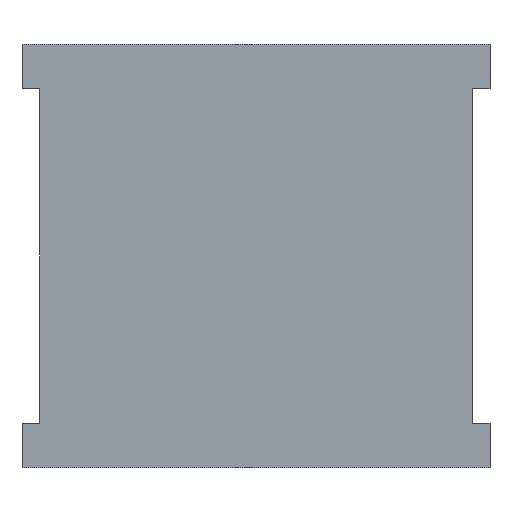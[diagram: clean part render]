
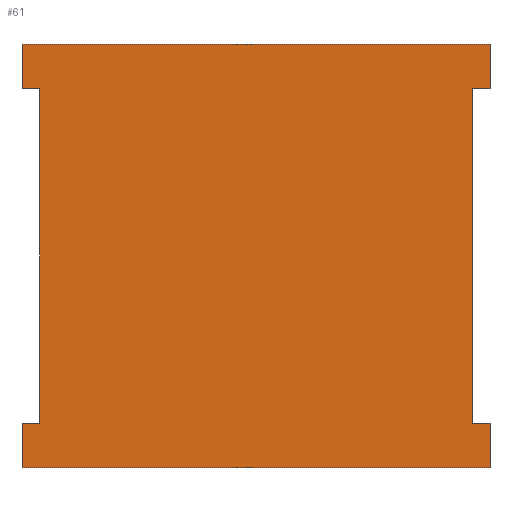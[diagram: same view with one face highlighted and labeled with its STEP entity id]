
A CAD part, front view. The second image highlights one B-rep face of the part: STEP entity #61.
In plain terms, the highlighted planar face has unit normal (0, -1, 0).
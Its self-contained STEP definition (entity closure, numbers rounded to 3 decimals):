
#61=ADVANCED_FACE('NONE',(#122),#123,.T.);
#122=FACE_OUTER_BOUND('',#212,.T.);
#123=PLANE('',#213);
#212=EDGE_LOOP('',(#680,#681,#682,#683,#684,#685,#686,#687,#688,#689,#690,#691));
#213=AXIS2_PLACEMENT_3D('',#692,#693,#694);
#680=ORIENTED_EDGE('',*,*,#937,.T.);
#681=ORIENTED_EDGE('',*,*,#938,.T.);
#682=ORIENTED_EDGE('',*,*,#939,.T.);
#683=ORIENTED_EDGE('',*,*,#940,.F.);
#684=ORIENTED_EDGE('',*,*,#941,.F.);
#685=ORIENTED_EDGE('',*,*,#913,.F.);
#686=ORIENTED_EDGE('',*,*,#936,.F.);
#687=ORIENTED_EDGE('',*,*,#918,.F.);
#688=ORIENTED_EDGE('',*,*,#942,.F.);
#689=ORIENTED_EDGE('',*,*,#943,.T.);
#690=ORIENTED_EDGE('',*,*,#944,.T.);
#691=ORIENTED_EDGE('',*,*,#945,.T.);
#692=CARTESIAN_POINT('',(0.0,-10.5,9.5));
#693=DIRECTION('',(0.0,-1.0,0.0));
#694=DIRECTION('',(0.0,0.0,-1.0));
#913=EDGE_CURVE('NONE',#1056,#1058,#1059,.T.);
#918=EDGE_CURVE('NONE',#1065,#1067,#1068,.T.);
#936=EDGE_CURVE('NONE',#1067,#1056,#1097,.T.);
#937=EDGE_CURVE('NONE',#1098,#1099,#1100,.T.);
#938=EDGE_CURVE('NONE',#1099,#1101,#1102,.T.);
#939=EDGE_CURVE('NONE',#1101,#1103,#1104,.T.);
#940=EDGE_CURVE('NONE',#1105,#1103,#1106,.T.);
#941=EDGE_CURVE('NONE',#1058,#1105,#1107,.T.);
#942=EDGE_CURVE('NONE',#1108,#1065,#1109,.T.);
#943=EDGE_CURVE('NONE',#1108,#1110,#1111,.T.);
#944=EDGE_CURVE('NONE',#1110,#1112,#1113,.T.);
#945=EDGE_CURVE('NONE',#1112,#1098,#1114,.T.);
#1056=VERTEX_POINT('NONE',#1272);
#1058=VERTEX_POINT('NONE',#1275);
#1059=LINE('',#1276,#1277);
#1065=VERTEX_POINT('NONE',#1286);
#1067=VERTEX_POINT('NONE',#1289);
#1068=LINE('',#1290,#1291);
#1097=LINE('',#1394,#1395);
#1098=VERTEX_POINT('NONE',#1396);
#1099=VERTEX_POINT('NONE',#1397);
#1100=LINE('',#1398,#1399);
#1101=VERTEX_POINT('NONE',#1400);
#1102=LINE('',#1401,#1402);
#1103=VERTEX_POINT('NONE',#1403);
#1104=LINE('',#1404,#1405);
#1105=VERTEX_POINT('NONE',#1406);
#1106=LINE('',#1407,#1408);
#1107=LINE('',#1409,#1410);
#1108=VERTEX_POINT('NONE',#1411);
#1109=LINE('',#1412,#1413);
#1110=VERTEX_POINT('NONE',#1414);
#1111=LINE('',#1415,#1416);
#1112=VERTEX_POINT('NONE',#1417);
#1113=LINE('',#1418,#1419);
#1114=LINE('',#1420,#1421);
#1272=CARTESIAN_POINT('',(20.2,-10.5,-7.5));
#1275=CARTESIAN_POINT('',(21.0,-10.5,-7.5));
#1276=CARTESIAN_POINT('',(21.0,-10.5,-7.5));
#1277=VECTOR('',#1759,1000.0);
#1286=CARTESIAN_POINT('',(21.0,-10.5,7.5));
#1289=CARTESIAN_POINT('',(20.2,-10.5,7.5));
#1290=CARTESIAN_POINT('',(19.7,-10.5,7.5));
#1291=VECTOR('',#1764,1000.0);
#1394=CARTESIAN_POINT('',(20.2,-10.5,1.75));
#1395=VECTOR('',#1781,1000.0);
#1396=CARTESIAN_POINT('',(0.8,-10.5,7.5));
#1397=CARTESIAN_POINT('',(0.8,-10.5,-7.5));
#1398=CARTESIAN_POINT('',(0.8,-10.5,1.75));
#1399=VECTOR('',#1782,1000.0);
#1400=CARTESIAN_POINT('',(0.,-10.5,-7.5));
#1401=CARTESIAN_POINT('',(0.,-10.5,-7.5));
#1402=VECTOR('',#1783,1000.0);
#1403=CARTESIAN_POINT('',(0.0,-10.5,-9.5));
#1404=CARTESIAN_POINT('',(0.0,-10.5,9.5));
#1405=VECTOR('',#1784,1000.0);
#1406=CARTESIAN_POINT('',(21.0,-10.5,-9.5));
#1407=CARTESIAN_POINT('',(0.0,-10.5,-9.5));
#1408=VECTOR('',#1785,1000.0);
#1409=CARTESIAN_POINT('',(21.0,-10.5,9.5));
#1410=VECTOR('',#1786,1000.0);
#1411=CARTESIAN_POINT('',(21.0,-10.5,9.5));
#1412=CARTESIAN_POINT('',(21.0,-10.5,9.5));
#1413=VECTOR('',#1787,1000.0);
#1414=CARTESIAN_POINT('',(0.0,-10.5,9.5));
#1415=CARTESIAN_POINT('',(0.0,-10.5,9.5));
#1416=VECTOR('',#1788,1000.0);
#1417=CARTESIAN_POINT('',(0.,-10.5,7.5));
#1418=CARTESIAN_POINT('',(0.0,-10.5,9.5));
#1419=VECTOR('',#1789,1000.0);
#1420=CARTESIAN_POINT('',(1.3,-10.5,7.5));
#1421=VECTOR('',#1790,1000.0);
#1759=DIRECTION('',(1.0,0.,0.));
#1764=DIRECTION('',(-1.0,0.,0.));
#1781=DIRECTION('',(0.,0.,-1.0));
#1782=DIRECTION('',(0.,0.0,-1.0));
#1783=DIRECTION('',(-1.0,0.0,0.));
#1784=DIRECTION('',(-0.0,-0.0,-1.0));
#1785=DIRECTION('',(-1.0,0.0,-0.0));
#1786=DIRECTION('',(-0.0,-0.0,-1.0));
#1787=DIRECTION('',(-0.0,-0.0,-1.0));
#1788=DIRECTION('',(-1.0,0.0,-0.0));
#1789=DIRECTION('',(-0.0,-0.0,-1.0));
#1790=DIRECTION('',(1.0,0.0,0.));
